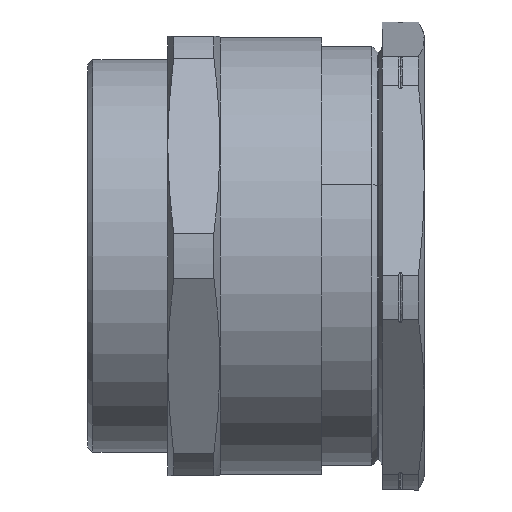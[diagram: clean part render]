
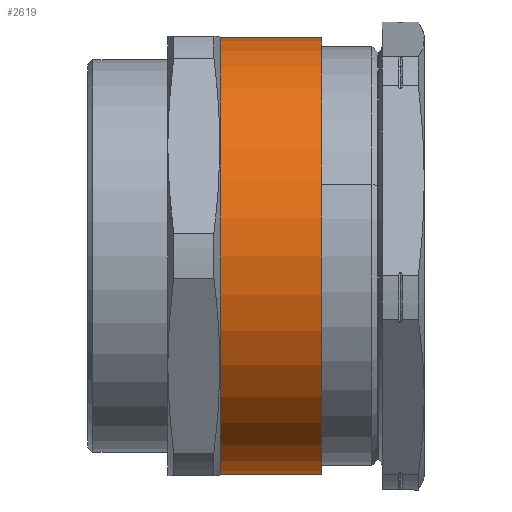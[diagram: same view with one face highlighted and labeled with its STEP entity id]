
A CAD part, front view. The second image highlights one B-rep face of the part: STEP entity #2619.
In plain terms, the highlighted cylindrical face has radius 41.75 mm (diameter 83.5 mm), a partial arc.
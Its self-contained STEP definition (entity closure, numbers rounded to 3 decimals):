
#12 = CARTESIAN_POINT ( 'NONE',  ( 44.7, 0., 41.75 ) ) ;
#63 = EDGE_CURVE ( 'NONE', #2780, #279, #1788, .T. ) ;
#76 = CARTESIAN_POINT ( 'NONE',  ( 44.7, 0., 41.75 ) ) ;
#147 = DIRECTION ( 'NONE',  ( 1., 0., 0. ) ) ;
#279 = VERTEX_POINT ( 'NONE', #76 ) ;
#347 = CARTESIAN_POINT ( 'NONE',  ( 44.7, 0., -41.75 ) ) ;
#387 = AXIS2_PLACEMENT_3D ( 'NONE', #1987, #2640, #968 ) ;
#559 = DIRECTION ( 'NONE',  ( 1., 0., 0. ) ) ;
#560 = EDGE_CURVE ( 'NONE', #2780, #2252, #699, .T. ) ;
#696 = EDGE_CURVE ( 'NONE', #2252, #944, #2815, .T. ) ;
#699 = CIRCLE ( 'NONE', #387, 41.75 ) ;
#896 = ORIENTED_EDGE ( 'NONE', *, *, #63, .F. ) ;
#944 = VERTEX_POINT ( 'NONE', #1358 ) ;
#968 = DIRECTION ( 'NONE',  ( 0., 0., -1. ) ) ;
#1358 = CARTESIAN_POINT ( 'NONE',  ( 44.7, 0., -41.75 ) ) ;
#1383 = AXIS2_PLACEMENT_3D ( 'NONE', #1801, #2489, #2036 ) ;
#1393 = FACE_OUTER_BOUND ( 'NONE', #1705, .T. ) ;
#1424 = CIRCLE ( 'NONE', #1383, 41.75 ) ;
#1569 = CARTESIAN_POINT ( 'NONE',  ( 25.3, 0., -41.75 ) ) ;
#1621 = CYLINDRICAL_SURFACE ( 'NONE', #2170, 41.75 ) ;
#1705 = EDGE_LOOP ( 'NONE', ( #896, #2338, #2662, #2516 ) ) ;
#1708 = VECTOR ( 'NONE', #1714, 1000. ) ;
#1714 = DIRECTION ( 'NONE',  ( 1., 0., 0. ) ) ;
#1738 = VECTOR ( 'NONE', #559, 1000. ) ;
#1788 = LINE ( 'NONE', #12, #1708 ) ;
#1801 = CARTESIAN_POINT ( 'NONE',  ( 44.7, 0., 0. ) ) ;
#1987 = CARTESIAN_POINT ( 'NONE',  ( 25.3, 0., 0. ) ) ;
#2036 = DIRECTION ( 'NONE',  ( 0., 0., -1. ) ) ;
#2152 = CARTESIAN_POINT ( 'NONE',  ( 25.3, 0., 41.75 ) ) ;
#2170 = AXIS2_PLACEMENT_3D ( 'NONE', #2538, #147, #2562 ) ;
#2252 = VERTEX_POINT ( 'NONE', #1569 ) ;
#2258 = EDGE_CURVE ( 'NONE', #279, #944, #1424, .T. ) ;
#2338 = ORIENTED_EDGE ( 'NONE', *, *, #560, .T. ) ;
#2489 = DIRECTION ( 'NONE',  ( 1., 0., 0. ) ) ;
#2516 = ORIENTED_EDGE ( 'NONE', *, *, #2258, .F. ) ;
#2538 = CARTESIAN_POINT ( 'NONE',  ( 44.7, 0., 0. ) ) ;
#2562 = DIRECTION ( 'NONE',  ( 0., 0., -1. ) ) ;
#2619 = ADVANCED_FACE ( 'NONE', ( #1393 ), #1621, .T. ) ;
#2640 = DIRECTION ( 'NONE',  ( 1., 0., 0. ) ) ;
#2662 = ORIENTED_EDGE ( 'NONE', *, *, #696, .T. ) ;
#2780 = VERTEX_POINT ( 'NONE', #2152 ) ;
#2815 = LINE ( 'NONE', #347, #1738 ) ;
